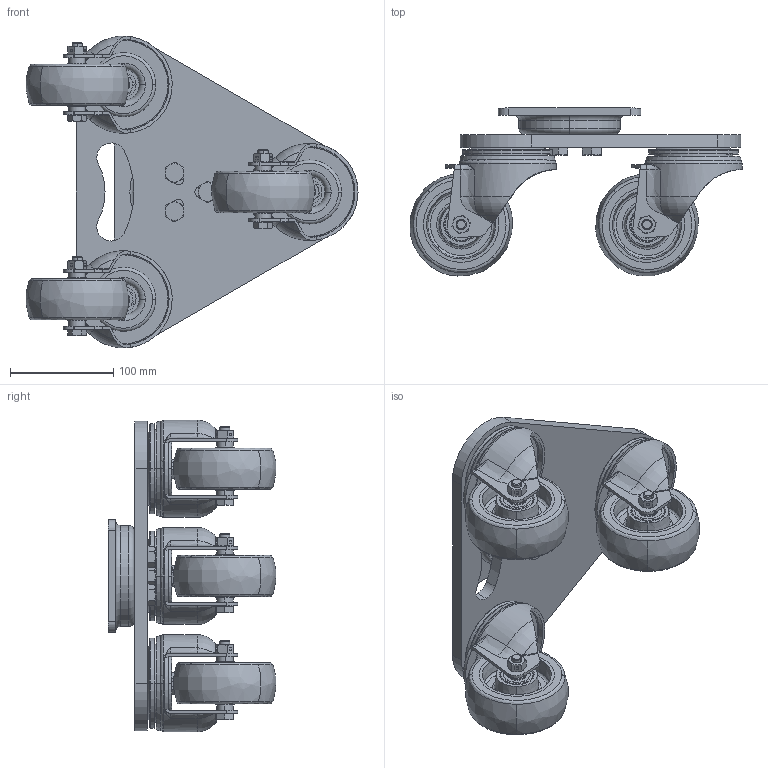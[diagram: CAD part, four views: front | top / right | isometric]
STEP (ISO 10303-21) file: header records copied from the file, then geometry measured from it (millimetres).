
FILE_DESCRIPTION (( 'STEP AP214' ), '1' );
FILE_NAME ('0050757_TRI-PUBA-100-P3-163-schwarz_(A-02).step', '2019-11-29T09:18:55', ( '' ), ( '' ), 'SwSTEP 2.0', 'SolidWorks 2018', '' );
FILE_SCHEMA (( 'AUTOMOTIVE_DESIGN' ));
Length unit declared in the file: millimetre
Products named in the file (1): 0050757_TRI-PUBA-100-P3-163-schwarz_(A-02)
Bounding box: 321.58 x 162.46 x 301.84 mm (x, y, z)
Volume: 1941077.6 mm3; surface area: 537791.8 mm2
Topology: 62 solids, 62 shells, 1450 faces, 3194 edges, 1942 vertices
Faces by surface type: plane 468, cylinder 411, cone 282, torus 181, bspline 108
Entity records: 69509 total; most frequent: CARTESIAN_POINT 21134, DIRECTION 6872, ORIENTED_EDGE 6352, EDGE_CURVE 3176, AXIS2_PLACEMENT_3D 2881, VERTEX_POINT 1942, EDGE_LOOP 1678, CIRCLE 1538
